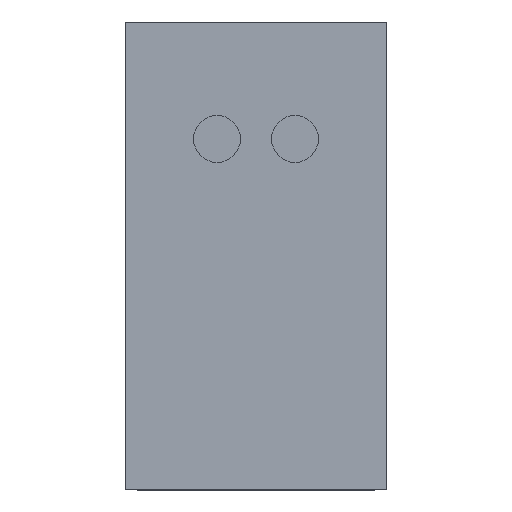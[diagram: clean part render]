
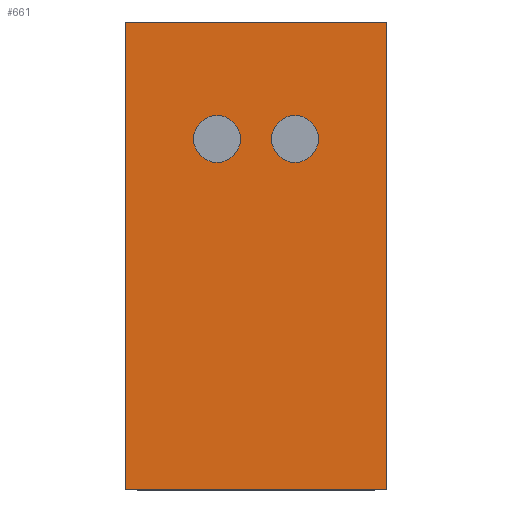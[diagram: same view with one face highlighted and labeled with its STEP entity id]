
A CAD part, top view. The second image highlights one B-rep face of the part: STEP entity #661.
In plain terms, the highlighted planar face has unit normal (0, 0, 1).
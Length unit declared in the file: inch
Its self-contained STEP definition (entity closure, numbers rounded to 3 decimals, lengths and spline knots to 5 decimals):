
#14 = ORIENTED_EDGE ( 'NONE', *, *, #358, .F. ) ;
#24 = CIRCLE ( 'NONE', #373, 0.006 ) ;
#30 = FACE_OUTER_BOUND ( 'NONE', #174, .T. ) ;
#31 = CARTESIAN_POINT ( 'NONE',  ( -0.0335, -0.06, 0.0165 ) ) ;
#36 = CARTESIAN_POINT ( 'NONE',  ( -0.0335, 0., 0.0165 ) ) ;
#37 = EDGE_CURVE ( 'NONE', #427, #237, #256, .T. ) ;
#42 = CARTESIAN_POINT ( 'NONE',  ( 0., 0.06, 0.0165 ) ) ;
#44 = CARTESIAN_POINT ( 'NONE',  ( 0.01, 0.03, 0.0165 ) ) ;
#56 = VECTOR ( 'NONE', #249, 39.37008 ) ;
#62 = VERTEX_POINT ( 'NONE', #608 ) ;
#88 = ORIENTED_EDGE ( 'NONE', *, *, #607, .F. ) ;
#90 = EDGE_CURVE ( 'NONE', #398, #114, #300, .T. ) ;
#92 = LINE ( 'NONE', #189, #56 ) ;
#95 = DIRECTION ( 'NONE',  ( 1., 0., 0. ) ) ;
#97 = EDGE_CURVE ( 'NONE', #62, #290, #274, .T. ) ;
#114 = VERTEX_POINT ( 'NONE', #560 ) ;
#122 = DIRECTION ( 'NONE',  ( 1., 0., 0. ) ) ;
#142 = DIRECTION ( 'NONE',  ( 1., 0., 0. ) ) ;
#167 = FACE_BOUND ( 'NONE', #638, .T. ) ;
#171 = ORIENTED_EDGE ( 'NONE', *, *, #37, .F. ) ;
#174 = EDGE_LOOP ( 'NONE', ( #14, #585, #432, #171 ) ) ;
#189 = CARTESIAN_POINT ( 'NONE',  ( 0.0335, 0., 0.0165 ) ) ;
#197 = VECTOR ( 'NONE', #403, 39.37008 ) ;
#206 = CARTESIAN_POINT ( 'NONE',  ( 0.004, 0.03, 0.0165 ) ) ;
#219 = AXIS2_PLACEMENT_3D ( 'NONE', #44, #503, #142 ) ;
#237 = VERTEX_POINT ( 'NONE', #31 ) ;
#241 = DIRECTION ( 'NONE',  ( 0., 1., 0. ) ) ;
#247 = DIRECTION ( 'NONE',  ( 1., 0., 0. ) ) ;
#249 = DIRECTION ( 'NONE',  ( 0., -1., 0. ) ) ;
#256 = LINE ( 'NONE', #662, #197 ) ;
#267 = EDGE_LOOP ( 'NONE', ( #88, #497 ) ) ;
#274 = CIRCLE ( 'NONE', #429, 0.006 ) ;
#277 = ORIENTED_EDGE ( 'NONE', *, *, #336, .F. ) ;
#280 = DIRECTION ( 'NONE',  ( 1., 0., 0. ) ) ;
#290 = VERTEX_POINT ( 'NONE', #501 ) ;
#295 = DIRECTION ( 'NONE',  ( 0., 0., 1. ) ) ;
#300 = LINE ( 'NONE', #42, #304 ) ;
#304 = VECTOR ( 'NONE', #247, 39.37008 ) ;
#335 = DIRECTION ( 'NONE',  ( 0., 0., 1. ) ) ;
#336 = EDGE_CURVE ( 'NONE', #442, #451, #478, .T. ) ;
#346 = EDGE_CURVE ( 'NONE', #451, #442, #582, .T. ) ;
#352 = VECTOR ( 'NONE', #241, 39.37008 ) ;
#358 = EDGE_CURVE ( 'NONE', #114, #427, #92, .T. ) ;
#361 = DIRECTION ( 'NONE',  ( 1., 0., 0. ) ) ;
#373 = AXIS2_PLACEMENT_3D ( 'NONE', #484, #335, #280 ) ;
#379 = PLANE ( 'NONE',  #505 ) ;
#398 = VERTEX_POINT ( 'NONE', #447 ) ;
#403 = DIRECTION ( 'NONE',  ( -1., 0., 0. ) ) ;
#416 = EDGE_CURVE ( 'NONE', #237, #398, #496, .T. ) ;
#427 = VERTEX_POINT ( 'NONE', #450 ) ;
#428 = AXIS2_PLACEMENT_3D ( 'NONE', #556, #295, #95 ) ;
#429 = AXIS2_PLACEMENT_3D ( 'NONE', #504, #459, #361 ) ;
#432 = ORIENTED_EDGE ( 'NONE', *, *, #416, .F. ) ;
#440 = CARTESIAN_POINT ( 'NONE',  ( 0., 0., 0.0165 ) ) ;
#442 = VERTEX_POINT ( 'NONE', #206 ) ;
#447 = CARTESIAN_POINT ( 'NONE',  ( -0.0335, 0.06, 0.0165 ) ) ;
#450 = CARTESIAN_POINT ( 'NONE',  ( 0.0335, -0.06, 0.0165 ) ) ;
#451 = VERTEX_POINT ( 'NONE', #619 ) ;
#459 = DIRECTION ( 'NONE',  ( 0., 0., 1. ) ) ;
#465 = ORIENTED_EDGE ( 'NONE', *, *, #346, .F. ) ;
#478 = CIRCLE ( 'NONE', #219, 0.006 ) ;
#484 = CARTESIAN_POINT ( 'NONE',  ( -0.01, 0.03, 0.0165 ) ) ;
#496 = LINE ( 'NONE', #36, #352 ) ;
#497 = ORIENTED_EDGE ( 'NONE', *, *, #97, .F. ) ;
#501 = CARTESIAN_POINT ( 'NONE',  ( -0.016, 0.03, 0.0165 ) ) ;
#503 = DIRECTION ( 'NONE',  ( 0., 0., 1. ) ) ;
#504 = CARTESIAN_POINT ( 'NONE',  ( -0.01, 0.03, 0.0165 ) ) ;
#505 = AXIS2_PLACEMENT_3D ( 'NONE', #440, #584, #122 ) ;
#534 = FACE_BOUND ( 'NONE', #267, .T. ) ;
#556 = CARTESIAN_POINT ( 'NONE',  ( 0.01, 0.03, 0.0165 ) ) ;
#560 = CARTESIAN_POINT ( 'NONE',  ( 0.0335, 0.06, 0.0165 ) ) ;
#582 = CIRCLE ( 'NONE', #428, 0.006 ) ;
#584 = DIRECTION ( 'NONE',  ( 0., 0., 1. ) ) ;
#585 = ORIENTED_EDGE ( 'NONE', *, *, #90, .F. ) ;
#607 = EDGE_CURVE ( 'NONE', #290, #62, #24, .T. ) ;
#608 = CARTESIAN_POINT ( 'NONE',  ( -0.004, 0.03, 0.0165 ) ) ;
#619 = CARTESIAN_POINT ( 'NONE',  ( 0.016, 0.03, 0.0165 ) ) ;
#638 = EDGE_LOOP ( 'NONE', ( #277, #465 ) ) ;
#661 = ADVANCED_FACE ( 'NONE', ( #167, #534, #30 ), #379, .T. ) ;
#662 = CARTESIAN_POINT ( 'NONE',  ( 0., -0.06, 0.0165 ) ) ;
